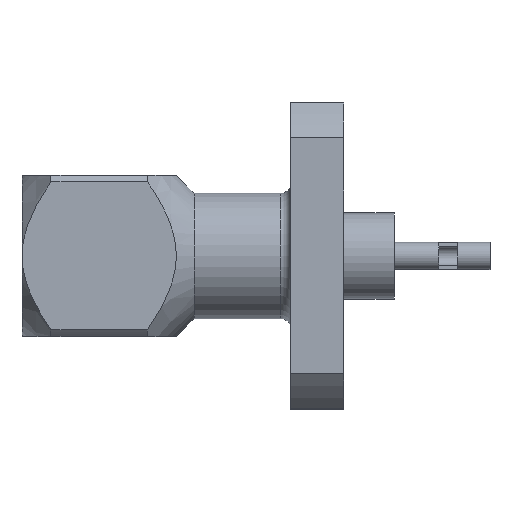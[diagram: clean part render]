
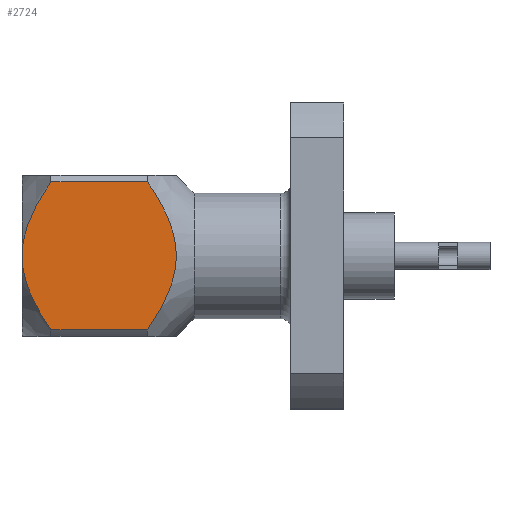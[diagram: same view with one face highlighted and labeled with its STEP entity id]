
A CAD part, top view. The second image highlights one B-rep face of the part: STEP entity #2724.
In plain terms, the highlighted planar face has unit normal (0, 0, 1).
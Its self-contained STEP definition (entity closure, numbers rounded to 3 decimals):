
#7 = CARTESIAN_POINT ( 'NONE',  ( 0.667, -1.96, 0. ) ) ;
#64 = CARTESIAN_POINT ( 'NONE',  ( 4.772, -0.423, 0. ) ) ;
#148 = CARTESIAN_POINT ( 'NONE',  ( 0.126, 0.827, 0. ) ) ;
#297 = EDGE_CURVE ( 'NONE', #2244, #532, #1356, .T. ) ;
#329 = CARTESIAN_POINT ( 'NONE',  ( 4.8, 0.208, 0. ) ) ;
#390 = PLANE ( 'NONE',  #1644 ) ;
#397 = CARTESIAN_POINT ( 'NONE',  ( 0.447, 1.597, 0. ) ) ;
#419 = CARTESIAN_POINT ( 'NONE',  ( 0., 0.209, 0. ) ) ;
#472 = ORIENTED_EDGE ( 'NONE', *, *, #1581, .T. ) ;
#532 = VERTEX_POINT ( 'NONE', #800 ) ;
#536 = CARTESIAN_POINT ( 'NONE',  ( 0., -0.209, 0. ) ) ;
#601 = CARTESIAN_POINT ( 'NONE',  ( 4.675, 0.825, 0. ) ) ;
#603 = VERTEX_POINT ( 'NONE', #2844 ) ;
#680 = EDGE_CURVE ( 'NONE', #3356, #2244, #2918, .T. ) ;
#747 = ORIENTED_EDGE ( 'NONE', *, *, #1824, .T. ) ;
#761 = B_SPLINE_CURVE_WITH_KNOTS ( 'NONE', 3,
 ( #2980, #1119, #1401, #3264, #1670, #64, #1929, #329, #2203, #601, #2460, #878, #2735, #1146 ),
 .UNSPECIFIED., .F., .F.,
 ( 4, 2, 2, 2, 2, 2, 4 ),
 ( 0.011, 0.012, 0.013, 0.014, 0.014, 0.015, 0.016 ),
 .UNSPECIFIED. ) ;
#800 = CARTESIAN_POINT ( 'NONE',  ( 0., 0., 0. ) ) ;
#878 = CARTESIAN_POINT ( 'NONE',  ( 4.354, 1.597, 0. ) ) ;
#928 = DIRECTION ( 'NONE',  ( 1., 0., 0. ) ) ;
#1118 = FACE_OUTER_BOUND ( 'NONE', #2386, .T. ) ;
#1119 = CARTESIAN_POINT ( 'NONE',  ( 4.133, -1.961, 0. ) ) ;
#1146 = CARTESIAN_POINT ( 'NONE',  ( 3.9, 2.304, 0. ) ) ;
#1278 = DIRECTION ( 'NONE',  ( -1., 0., 0. ) ) ;
#1340 = CARTESIAN_POINT ( 'NONE',  ( 0.126, -0.828, 0. ) ) ;
#1356 = B_SPLINE_CURVE_WITH_KNOTS ( 'NONE', 3,
 ( #3355, #2270, #397, #1758, #148, #2025, #419, #2283 ),
 .UNSPECIFIED., .F., .F.,
 ( 4, 2, 2, 4 ),
 ( 0.003, 0.004, 0.005, 0.006 ),
 .UNSPECIFIED. ) ;
#1401 = CARTESIAN_POINT ( 'NONE',  ( 4.349, -1.606, 0. ) ) ;
#1413 = ORIENTED_EDGE ( 'NONE', *, *, #297, .T. ) ;
#1581 = EDGE_CURVE ( 'NONE', #532, #603, #3249, .T. ) ;
#1615 = CARTESIAN_POINT ( 'NONE',  ( 0.451, -1.606, 0. ) ) ;
#1642 = CARTESIAN_POINT ( 'NONE',  ( 3.9, 2.304, 0. ) ) ;
#1644 = AXIS2_PLACEMENT_3D ( 'NONE', #2800, #3340, #1740 ) ;
#1670 = CARTESIAN_POINT ( 'NONE',  ( 4.673, -0.829, 0. ) ) ;
#1740 = DIRECTION ( 'NONE',  ( 0., -1., 0. ) ) ;
#1758 = CARTESIAN_POINT ( 'NONE',  ( 0.196, 1.024, 0. ) ) ;
#1824 = EDGE_CURVE ( 'NONE', #603, #2271, #3117, .T. ) ;
#1883 = CARTESIAN_POINT ( 'NONE',  ( 0.9, -2.304, 0. ) ) ;
#1929 = CARTESIAN_POINT ( 'NONE',  ( 4.8, -0.211, 0. ) ) ;
#2025 = CARTESIAN_POINT ( 'NONE',  ( 0.027, 0.416, 0. ) ) ;
#2203 = CARTESIAN_POINT ( 'NONE',  ( 4.774, 0.415, 0. ) ) ;
#2214 = VECTOR ( 'NONE', #1278, 1000. ) ;
#2243 = VECTOR ( 'NONE', #928, 1000. ) ;
#2244 = VERTEX_POINT ( 'NONE', #2376 ) ;
#2270 = CARTESIAN_POINT ( 'NONE',  ( 0.666, 1.959, 0. ) ) ;
#2271 = VERTEX_POINT ( 'NONE', #3205 ) ;
#2283 = CARTESIAN_POINT ( 'NONE',  ( 0., 0., 0. ) ) ;
#2368 = EDGE_CURVE ( 'NONE', #2271, #3356, #761, .T. ) ;
#2376 = CARTESIAN_POINT ( 'NONE',  ( 0.9, 2.304, 0. ) ) ;
#2386 = EDGE_LOOP ( 'NONE', ( #1413, #472, #747, #2490, #2820 ) ) ;
#2393 = CARTESIAN_POINT ( 'NONE',  ( 0., 0., 0. ) ) ;
#2460 = CARTESIAN_POINT ( 'NONE',  ( 4.604, 1.023, 0. ) ) ;
#2490 = ORIENTED_EDGE ( 'NONE', *, *, #2368, .T. ) ;
#2599 = CARTESIAN_POINT ( 'NONE',  ( 0., 2.304, 0. ) ) ;
#2724 = ADVANCED_FACE ( 'NONE', ( #1118 ), #390, .T. ) ;
#2735 = CARTESIAN_POINT ( 'NONE',  ( 4.134, 1.958, 0. ) ) ;
#2792 = CARTESIAN_POINT ( 'NONE',  ( 0., -2.304, 0. ) ) ;
#2800 = CARTESIAN_POINT ( 'NONE',  ( 23.436, 2.5, 0. ) ) ;
#2820 = ORIENTED_EDGE ( 'NONE', *, *, #680, .T. ) ;
#2844 = CARTESIAN_POINT ( 'NONE',  ( 0.9, -2.304, 0. ) ) ;
#2918 = LINE ( 'NONE', #2599, #2214 ) ;
#2938 = CARTESIAN_POINT ( 'NONE',  ( 0.028, -0.421, 0. ) ) ;
#2980 = CARTESIAN_POINT ( 'NONE',  ( 3.9, -2.304, 0. ) ) ;
#3117 = LINE ( 'NONE', #2792, #2243 ) ;
#3205 = CARTESIAN_POINT ( 'NONE',  ( 3.9, -2.304, 0. ) ) ;
#3214 = CARTESIAN_POINT ( 'NONE',  ( 0.197, -1.027, 0. ) ) ;
#3249 = B_SPLINE_CURVE_WITH_KNOTS ( 'NONE', 3,
 ( #2393, #536, #2938, #1340, #3214, #1615, #7, #1883 ),
 .UNSPECIFIED., .F., .F.,
 ( 4, 2, 2, 4 ),
 ( 0.006, 0.006, 0.007, 0.008 ),
 .UNSPECIFIED. ) ;
#3264 = CARTESIAN_POINT ( 'NONE',  ( 4.602, -1.029, 0. ) ) ;
#3340 = DIRECTION ( 'NONE',  ( 0., 0., 1. ) ) ;
#3355 = CARTESIAN_POINT ( 'NONE',  ( 0.9, 2.304, 0. ) ) ;
#3356 = VERTEX_POINT ( 'NONE', #1642 ) ;
